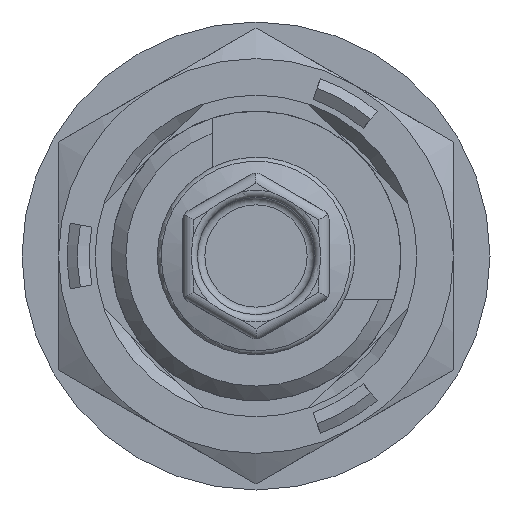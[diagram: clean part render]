
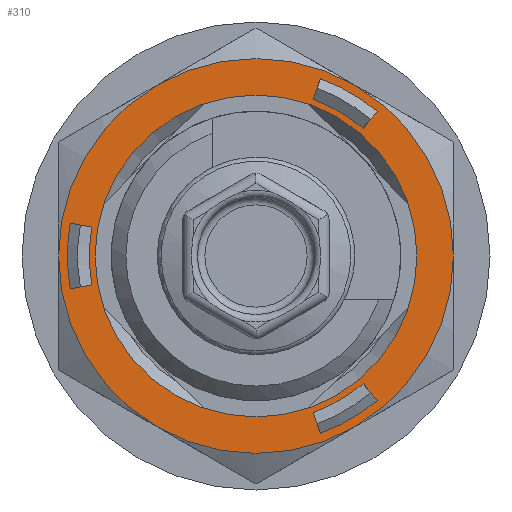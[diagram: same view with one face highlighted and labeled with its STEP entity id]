
A CAD part, front view. The second image highlights one B-rep face of the part: STEP entity #310.
In plain terms, the highlighted face is planar.
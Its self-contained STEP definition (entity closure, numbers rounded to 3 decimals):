
#310 = ADVANCED_FACE( '', ( #707, #708, #709, #710, #711 ), #712, .T. );
#707 = FACE_BOUND( '', #1265, .T. );
#708 = FACE_BOUND( '', #1266, .T. );
#709 = FACE_BOUND( '', #1267, .T. );
#710 = FACE_BOUND( '', #1268, .T. );
#711 = FACE_OUTER_BOUND( '', #1269, .T. );
#712 = PLANE( '', #1270 );
#1265 = EDGE_LOOP( '', ( #1876 ) );
#1266 = EDGE_LOOP( '', ( #1877, #1878, #1879, #1880 ) );
#1267 = EDGE_LOOP( '', ( #1881, #1882, #1883, #1884 ) );
#1268 = EDGE_LOOP( '', ( #1885, #1886, #1887, #1888 ) );
#1269 = EDGE_LOOP( '', ( #1889, #1890, #1891, #1892, #1893, #1894 ) );
#1270 = AXIS2_PLACEMENT_3D( '', #1895, #1896, #1897 );
#1876 = ORIENTED_EDGE( '', *, *, #3173, .T. );
#1877 = ORIENTED_EDGE( '', *, *, #3174, .F. );
#1878 = ORIENTED_EDGE( '', *, *, #3175, .F. );
#1879 = ORIENTED_EDGE( '', *, *, #3176, .F. );
#1880 = ORIENTED_EDGE( '', *, *, #3177, .T. );
#1881 = ORIENTED_EDGE( '', *, *, #3178, .F. );
#1882 = ORIENTED_EDGE( '', *, *, #3179, .F. );
#1883 = ORIENTED_EDGE( '', *, *, #3180, .F. );
#1884 = ORIENTED_EDGE( '', *, *, #3181, .F. );
#1885 = ORIENTED_EDGE( '', *, *, #3182, .F. );
#1886 = ORIENTED_EDGE( '', *, *, #3183, .F. );
#1887 = ORIENTED_EDGE( '', *, *, #3184, .F. );
#1888 = ORIENTED_EDGE( '', *, *, #3185, .F. );
#1889 = ORIENTED_EDGE( '', *, *, #3186, .F. );
#1890 = ORIENTED_EDGE( '', *, *, #3187, .F. );
#1891 = ORIENTED_EDGE( '', *, *, #3188, .F. );
#1892 = ORIENTED_EDGE( '', *, *, #3189, .F. );
#1893 = ORIENTED_EDGE( '', *, *, #3190, .F. );
#1894 = ORIENTED_EDGE( '', *, *, #3191, .F. );
#1895 = CARTESIAN_POINT( '', ( 13.5, 4.8, 0. ) );
#1896 = DIRECTION( '', ( 0., 1., 0. ) );
#1897 = DIRECTION( '', ( 0., 0., 1. ) );
#3173 = EDGE_CURVE( '', #3733, #3733, #3734, .T. );
#3174 = EDGE_CURVE( '', #3735, #3736, #3737, .T. );
#3175 = EDGE_CURVE( '', #3738, #3735, #3739, .T. );
#3176 = EDGE_CURVE( '', #3740, #3738, #3741, .T. );
#3177 = EDGE_CURVE( '', #3740, #3736, #3742, .T. );
#3178 = EDGE_CURVE( '', #3743, #3744, #3745, .F. );
#3179 = EDGE_CURVE( '', #3746, #3743, #3747, .T. );
#3180 = EDGE_CURVE( '', #3748, #3746, #3749, .T. );
#3181 = EDGE_CURVE( '', #3744, #3748, #3750, .T. );
#3182 = EDGE_CURVE( '', #3751, #3752, #3753, .T. );
#3183 = EDGE_CURVE( '', #3754, #3751, #3755, .F. );
#3184 = EDGE_CURVE( '', #3756, #3754, #3757, .T. );
#3185 = EDGE_CURVE( '', #3752, #3756, #3758, .T. );
#3186 = EDGE_CURVE( '', #3759, #3760, #3761, .T. );
#3187 = EDGE_CURVE( '', #3762, #3759, #3763, .T. );
#3188 = EDGE_CURVE( '', #3764, #3762, #3765, .T. );
#3189 = EDGE_CURVE( '', #3766, #3764, #3767, .T. );
#3190 = EDGE_CURVE( '', #3679, #3766, #3768, .T. );
#3191 = EDGE_CURVE( '', #3760, #3679, #3769, .T. );
#3679 = VERTEX_POINT( '', #4450 );
#3733 = VERTEX_POINT( '', #4530 );
#3734 = CIRCLE( '', #4531, 11. );
#3735 = VERTEX_POINT( '', #4532 );
#3736 = VERTEX_POINT( '', #4533 );
#3737 = LINE( '', #4534, #4535 );
#3738 = VERTEX_POINT( '', #4536 );
#3739 = CIRCLE( '', #4537, 11.4 );
#3740 = VERTEX_POINT( '', #4538 );
#3741 = LINE( '', #4539, #4540 );
#3742 = CIRCLE( '', #4541, 12.9 );
#3743 = VERTEX_POINT( '', #4542 );
#3744 = VERTEX_POINT( '', #4543 );
#3745 = CIRCLE( '', #4544, 11.4 );
#3746 = VERTEX_POINT( '', #4545 );
#3747 = LINE( '', #4546, #4547 );
#3748 = VERTEX_POINT( '', #4548 );
#3749 = CIRCLE( '', #4549, 12.9 );
#3750 = LINE( '', #4550, #4551 );
#3751 = VERTEX_POINT( '', #4552 );
#3752 = VERTEX_POINT( '', #4553 );
#3753 = LINE( '', #4554, #4555 );
#3754 = VERTEX_POINT( '', #4556 );
#3755 = CIRCLE( '', #4557, 11.4 );
#3756 = VERTEX_POINT( '', #4558 );
#3757 = LINE( '', #4559, #4560 );
#3758 = CIRCLE( '', #4561, 12.9 );
#3759 = VERTEX_POINT( '', #4562 );
#3760 = VERTEX_POINT( '', #4563 );
#3761 = CIRCLE( '', #4564, 13.5 );
#3762 = VERTEX_POINT( '', #4565 );
#3763 = CIRCLE( '', #4566, 13.5 );
#3764 = VERTEX_POINT( '', #4567 );
#3765 = CIRCLE( '', #4568, 13.5 );
#3766 = VERTEX_POINT( '', #4569 );
#3767 = CIRCLE( '', #4570, 13.5 );
#3768 = CIRCLE( '', #4571, 13.5 );
#3769 = CIRCLE( '', #4572, 13.5 );
#4450 = CARTESIAN_POINT( '', ( -6.75, 4.8, 11.691 ) );
#4530 = CARTESIAN_POINT( '', ( 0., 4.8, -11. ) );
#4531 = AXIS2_PLACEMENT_3D( '', #5596, #5597, #5598 );
#4532 = CARTESIAN_POINT( '', ( 7.328, 4.8, -8.733 ) );
#4533 = CARTESIAN_POINT( '', ( 8.292, 4.8, -9.882 ) );
#4534 = CARTESIAN_POINT( '', ( 7.328, 4.8, -8.733 ) );
#4535 = VECTOR( '', #5599, 1000. );
#4536 = CARTESIAN_POINT( '', ( 3.899, 4.8, -10.712 ) );
#4537 = AXIS2_PLACEMENT_3D( '', #5600, #5601, #5602 );
#4538 = CARTESIAN_POINT( '', ( 4.412, 4.8, -12.122 ) );
#4539 = CARTESIAN_POINT( '', ( 4.412, 4.8, -12.122 ) );
#4540 = VECTOR( '', #5603, 1000. );
#4541 = AXIS2_PLACEMENT_3D( '', #5604, #5605, #5606 );
#4542 = CARTESIAN_POINT( '', ( 7.328, 4.8, 8.733 ) );
#4543 = CARTESIAN_POINT( '', ( 3.899, 4.8, 10.712 ) );
#4544 = AXIS2_PLACEMENT_3D( '', #5607, #5608, #5609 );
#4545 = CARTESIAN_POINT( '', ( 8.292, 4.8, 9.882 ) );
#4546 = CARTESIAN_POINT( '', ( 8.292, 4.8, 9.882 ) );
#4547 = VECTOR( '', #5610, 1000. );
#4548 = CARTESIAN_POINT( '', ( 4.412, 4.8, 12.122 ) );
#4549 = AXIS2_PLACEMENT_3D( '', #5611, #5612, #5613 );
#4550 = CARTESIAN_POINT( '', ( 3.899, 4.8, 10.712 ) );
#4551 = VECTOR( '', #5614, 1000. );
#4552 = CARTESIAN_POINT( '', ( -11.227, 4.8, -1.98 ) );
#4553 = CARTESIAN_POINT( '', ( -12.704, 4.8, -2.24 ) );
#4554 = CARTESIAN_POINT( '', ( -11.227, 4.8, -1.98 ) );
#4555 = VECTOR( '', #5615, 1000. );
#4556 = CARTESIAN_POINT( '', ( -11.227, 4.8, 1.98 ) );
#4557 = AXIS2_PLACEMENT_3D( '', #5616, #5617, #5618 );
#4558 = CARTESIAN_POINT( '', ( -12.704, 4.8, 2.24 ) );
#4559 = CARTESIAN_POINT( '', ( -12.704, 4.8, 2.24 ) );
#4560 = VECTOR( '', #5619, 1000. );
#4561 = AXIS2_PLACEMENT_3D( '', #5620, #5621, #5622 );
#4562 = CARTESIAN_POINT( '', ( 13.5, 4.8, 0. ) );
#4563 = CARTESIAN_POINT( '', ( 6.75, 4.8, 11.691 ) );
#4564 = AXIS2_PLACEMENT_3D( '', #5623, #5624, #5625 );
#4565 = CARTESIAN_POINT( '', ( 6.75, 4.8, -11.691 ) );
#4566 = AXIS2_PLACEMENT_3D( '', #5626, #5627, #5628 );
#4567 = CARTESIAN_POINT( '', ( -6.75, 4.8, -11.691 ) );
#4568 = AXIS2_PLACEMENT_3D( '', #5629, #5630, #5631 );
#4569 = CARTESIAN_POINT( '', ( -13.5, 4.8, 0. ) );
#4570 = AXIS2_PLACEMENT_3D( '', #5632, #5633, #5634 );
#4571 = AXIS2_PLACEMENT_3D( '', #5635, #5636, #5637 );
#4572 = AXIS2_PLACEMENT_3D( '', #5638, #5639, #5640 );
#5596 = CARTESIAN_POINT( '', ( 0., 4.8, 0. ) );
#5597 = DIRECTION( '', ( 0., -1., 0. ) );
#5598 = DIRECTION( '', ( 0., 0., -1. ) );
#5599 = DIRECTION( '', ( 0.643, 0., -0.766 ) );
#5600 = CARTESIAN_POINT( '', ( 0., 4.8, 0. ) );
#5601 = DIRECTION( '', ( 0., -1., 0. ) );
#5602 = DIRECTION( '', ( 0., 0., -1. ) );
#5603 = DIRECTION( '', ( -0.342, 0., 0.94 ) );
#5604 = CARTESIAN_POINT( '', ( 0., 4.8, 0. ) );
#5605 = DIRECTION( '', ( 0., -1., 0. ) );
#5606 = DIRECTION( '', ( 0., 0., -1. ) );
#5607 = CARTESIAN_POINT( '', ( 0., 4.8, 0. ) );
#5608 = DIRECTION( '', ( 0., 1., 0. ) );
#5609 = DIRECTION( '', ( 0., 0., 1. ) );
#5610 = DIRECTION( '', ( -0.643, 0., -0.766 ) );
#5611 = CARTESIAN_POINT( '', ( 0., 4.8, 0. ) );
#5612 = DIRECTION( '', ( 0., 1., 0. ) );
#5613 = DIRECTION( '', ( 0., 0., 1. ) );
#5614 = DIRECTION( '', ( 0.342, 0., 0.94 ) );
#5615 = DIRECTION( '', ( -0.985, 0., -0.174 ) );
#5616 = CARTESIAN_POINT( '', ( 0., 4.8, 0. ) );
#5617 = DIRECTION( '', ( 0., 1., 0. ) );
#5618 = DIRECTION( '', ( 0., 0., 1. ) );
#5619 = DIRECTION( '', ( 0.985, 0., -0.174 ) );
#5620 = CARTESIAN_POINT( '', ( 0., 4.8, 0. ) );
#5621 = DIRECTION( '', ( 0., 1., 0. ) );
#5622 = DIRECTION( '', ( 0., 0., 1. ) );
#5623 = CARTESIAN_POINT( '', ( 0., 4.8, 0. ) );
#5624 = DIRECTION( '', ( 0., -1., 0. ) );
#5625 = DIRECTION( '', ( 0., 0., -1. ) );
#5626 = CARTESIAN_POINT( '', ( 0., 4.8, 0. ) );
#5627 = DIRECTION( '', ( 0., -1., 0. ) );
#5628 = DIRECTION( '', ( 0., 0., -1. ) );
#5629 = CARTESIAN_POINT( '', ( 0., 4.8, 0. ) );
#5630 = DIRECTION( '', ( 0., -1., 0. ) );
#5631 = DIRECTION( '', ( 0., 0., -1. ) );
#5632 = CARTESIAN_POINT( '', ( 0., 4.8, 0. ) );
#5633 = DIRECTION( '', ( 0., -1., 0. ) );
#5634 = DIRECTION( '', ( 0., 0., -1. ) );
#5635 = CARTESIAN_POINT( '', ( 0., 4.8, 0. ) );
#5636 = DIRECTION( '', ( 0., -1., 0. ) );
#5637 = DIRECTION( '', ( 0., 0., -1. ) );
#5638 = CARTESIAN_POINT( '', ( 0., 4.8, 0. ) );
#5639 = DIRECTION( '', ( 0., -1., 0. ) );
#5640 = DIRECTION( '', ( 0., 0., -1. ) );
